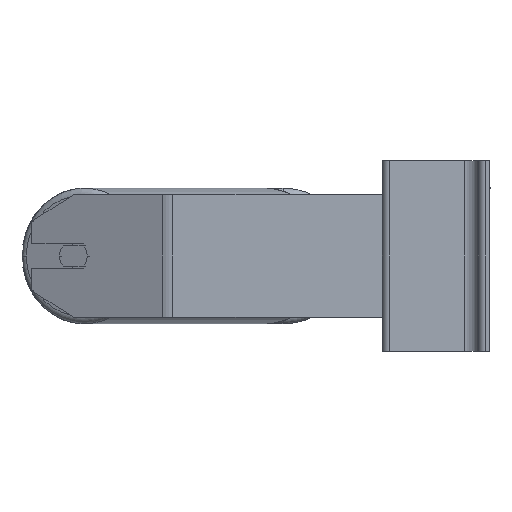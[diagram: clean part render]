
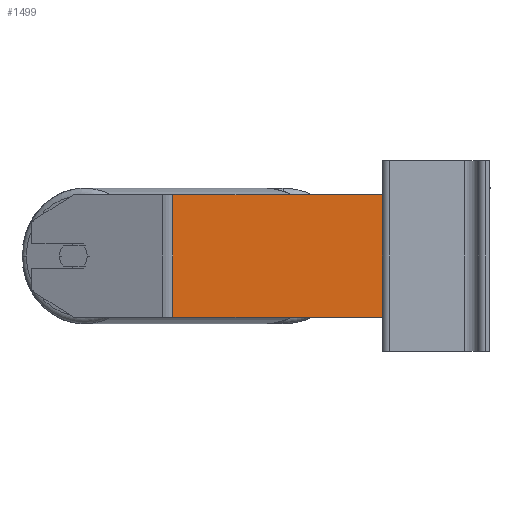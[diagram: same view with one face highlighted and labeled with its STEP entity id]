
A CAD part, left-side view. The second image highlights one B-rep face of the part: STEP entity #1499.
In plain terms, the highlighted planar face has unit normal (-1, 0, 0).
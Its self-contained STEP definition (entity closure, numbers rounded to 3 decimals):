
#521 = EDGE_CURVE ( 'NONE', #7980, #1791, #10451, .T. ) ;
#902 = ORIENTED_EDGE ( 'NONE', *, *, #521, .T. ) ;
#964 = DIRECTION ( 'NONE',  ( 0., 1., 0. ) ) ;
#1386 = EDGE_CURVE ( 'NONE', #7980, #3572, #3987, .T. ) ;
#1499 = ADVANCED_FACE ( 'NONE', ( #5002 ), #8236, .F. ) ;
#1791 = VERTEX_POINT ( 'NONE', #7163 ) ;
#2121 = LINE ( 'NONE', #5375, #8234 ) ;
#2763 = ORIENTED_EDGE ( 'NONE', *, *, #9475, .T. ) ;
#2829 = CARTESIAN_POINT ( 'NONE',  ( -488., 18., -40. ) ) ;
#3325 = DIRECTION ( 'NONE',  ( 0., 0., -1. ) ) ;
#3572 = VERTEX_POINT ( 'NONE', #9125 ) ;
#3785 = AXIS2_PLACEMENT_3D ( 'NONE', #9782, #8387, #964 ) ;
#3827 = CARTESIAN_POINT ( 'NONE',  ( -488., 155.183, 40. ) ) ;
#3987 = LINE ( 'NONE', #7237, #7023 ) ;
#4615 = CARTESIAN_POINT ( 'NONE',  ( -488., 18., 40. ) ) ;
#5002 = FACE_OUTER_BOUND ( 'NONE', #5175, .T. ) ;
#5175 = EDGE_LOOP ( 'NONE', ( #2763, #10107, #5727, #902 ) ) ;
#5375 = CARTESIAN_POINT ( 'NONE',  ( -488., 158.73, -40. ) ) ;
#5727 = ORIENTED_EDGE ( 'NONE', *, *, #1386, .F. ) ;
#6281 = DIRECTION ( 'NONE',  ( 0., -1., 0. ) ) ;
#6487 = VECTOR ( 'NONE', #3325, 1000. ) ;
#6926 = DIRECTION ( 'NONE',  ( 0., 0., -1. ) ) ;
#7023 = VECTOR ( 'NONE', #10474, 1000. ) ;
#7163 = CARTESIAN_POINT ( 'NONE',  ( -488., 155.183, -40. ) ) ;
#7237 = CARTESIAN_POINT ( 'NONE',  ( -488., 158.73, 40. ) ) ;
#7700 = VECTOR ( 'NONE', #6926, 1000. ) ;
#7797 = VERTEX_POINT ( 'NONE', #2829 ) ;
#7975 = EDGE_CURVE ( 'NONE', #3572, #7797, #9454, .T. ) ;
#7980 = VERTEX_POINT ( 'NONE', #3827 ) ;
#8234 = VECTOR ( 'NONE', #6281, 1000. ) ;
#8236 = PLANE ( 'NONE',  #3785 ) ;
#8387 = DIRECTION ( 'NONE',  ( 1., 0., 0. ) ) ;
#9125 = CARTESIAN_POINT ( 'NONE',  ( -488., 18., 40. ) ) ;
#9454 = LINE ( 'NONE', #4615, #7700 ) ;
#9475 = EDGE_CURVE ( 'NONE', #1791, #7797, #2121, .T. ) ;
#9782 = CARTESIAN_POINT ( 'NONE',  ( -488., 158.73, 40. ) ) ;
#10107 = ORIENTED_EDGE ( 'NONE', *, *, #7975, .F. ) ;
#10451 = LINE ( 'NONE', #10494, #6487 ) ;
#10474 = DIRECTION ( 'NONE',  ( 0., -1., 0. ) ) ;
#10494 = CARTESIAN_POINT ( 'NONE',  ( -488., 155.183, 40. ) ) ;
